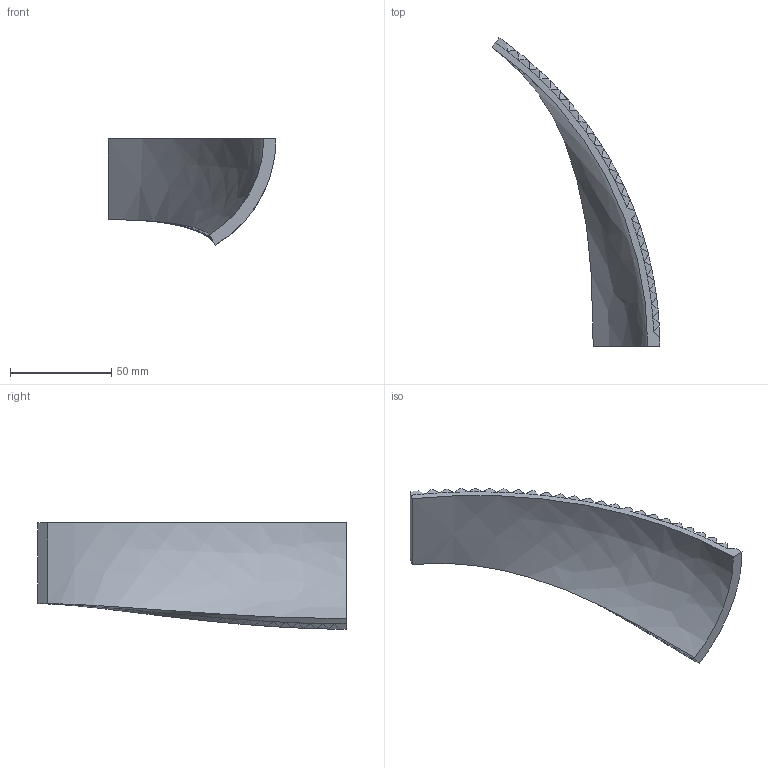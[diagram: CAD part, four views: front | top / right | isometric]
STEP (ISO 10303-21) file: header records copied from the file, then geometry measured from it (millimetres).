
FILE_DESCRIPTION((''),'2;1');
FILE_NAME('Muster-auf-Woelbung-2014-01-04-3.stp','2014-01-07T12:55:53',('Roland'),(''),'Autodesk Inventor 2013','Autodesk Inventor 2013','');
FILE_SCHEMA(('AUTOMOTIVE_DESIGN { 1 0 10303 214 1 1 1 1 }'));
Length unit declared in the file: millimetre
Products named in the file (1): Muster-auf-Woelbung-2014-01-04-3
Bounding box: 83 x 152.46 x 52.58 mm (x, y, z)
Volume: 45500.5 mm3; surface area: 21301.3 mm2
Topology: 1 solids, 1 shells, 795 faces, 1651 edges, 858 vertices
Faces by surface type: bspline 793, plane 2
Entity records: 34099 total; most frequent: CARTESIAN_POINT 23317, ORIENTED_EDGE 3302, EDGE_CURVE 1651, B_SPLINE_CURVE_WITH_KNOTS 1617, VERTEX_POINT 858, EDGE_LOOP 795, FACE_OUTER_BOUND 795, ADVANCED_FACE 795
